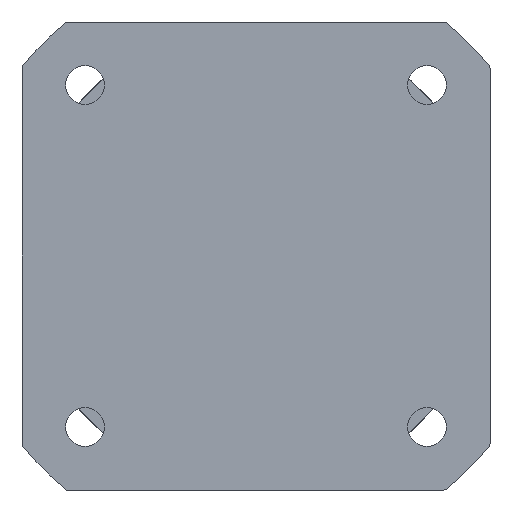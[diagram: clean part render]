
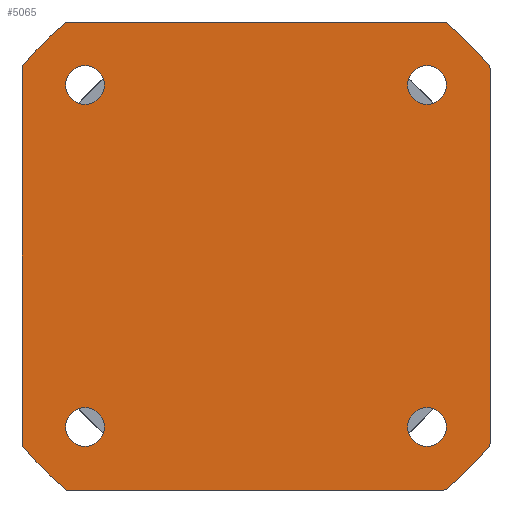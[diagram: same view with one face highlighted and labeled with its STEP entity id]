
A CAD part, left-side view. The second image highlights one B-rep face of the part: STEP entity #5065.
In plain terms, the highlighted planar face has unit normal (-1, 0, 0).
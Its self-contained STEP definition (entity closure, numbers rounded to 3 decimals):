
#123=PLANE('',#5398);
#300=LINE('',#7370,#534);
#301=LINE('',#7378,#535);
#302=LINE('',#7379,#536);
#303=LINE('',#7380,#537);
#534=VECTOR('',#6158,1000.);
#535=VECTOR('',#6165,1000.);
#536=VECTOR('',#6166,1000.);
#537=VECTOR('',#6167,1000.);
#800=CIRCLE('',#5379,1.75);
#802=CIRCLE('',#5382,1.75);
#804=CIRCLE('',#5385,27.);
#806=CIRCLE('',#5388,1.75);
#808=CIRCLE('',#5391,27.);
#810=CIRCLE('',#5394,1.75);
#812=CIRCLE('',#5397,27.);
#813=CIRCLE('',#5399,0.3);
#814=CIRCLE('',#5400,0.3);
#815=CIRCLE('',#5401,27.);
#816=CIRCLE('',#5402,0.3);
#817=CIRCLE('',#5403,0.3);
#1330=ORIENTED_EDGE('',*,*,#2189,.T.);
#1331=ORIENTED_EDGE('',*,*,#2183,.T.);
#1332=ORIENTED_EDGE('',*,*,#2177,.T.);
#1333=ORIENTED_EDGE('',*,*,#2175,.T.);
#1334=ORIENTED_EDGE('',*,*,#2192,.F.);
#1335=ORIENTED_EDGE('',*,*,#2194,.T.);
#1336=ORIENTED_EDGE('',*,*,#2195,.F.);
#1337=ORIENTED_EDGE('',*,*,#2196,.T.);
#1338=ORIENTED_EDGE('',*,*,#2197,.F.);
#1339=ORIENTED_EDGE('',*,*,#2198,.T.);
#1340=ORIENTED_EDGE('',*,*,#2199,.T.);
#1341=ORIENTED_EDGE('',*,*,#2181,.F.);
#1342=ORIENTED_EDGE('',*,*,#2200,.T.);
#1343=ORIENTED_EDGE('',*,*,#2187,.F.);
#1344=ORIENTED_EDGE('',*,*,#2201,.T.);
#1345=ORIENTED_EDGE('',*,*,#2202,.T.);
#2175=EDGE_CURVE('',#2626,#2626,#800,.F.);
#2177=EDGE_CURVE('',#2628,#2628,#802,.F.);
#2181=EDGE_CURVE('',#2632,#2630,#804,.F.);
#2183=EDGE_CURVE('',#2634,#2634,#806,.F.);
#2187=EDGE_CURVE('',#2638,#2636,#808,.F.);
#2189=EDGE_CURVE('',#2640,#2640,#810,.F.);
#2192=EDGE_CURVE('',#2643,#2644,#812,.T.);
#2194=EDGE_CURVE('',#2643,#2645,#813,.T.);
#2195=EDGE_CURVE('',#2646,#2645,#300,.T.);
#2196=EDGE_CURVE('',#2646,#2647,#814,.T.);
#2197=EDGE_CURVE('',#2648,#2647,#815,.F.);
#2198=EDGE_CURVE('',#2648,#2649,#816,.T.);
#2199=EDGE_CURVE('',#2649,#2630,#301,.T.);
#2200=EDGE_CURVE('',#2632,#2636,#302,.T.);
#2201=EDGE_CURVE('',#2638,#2650,#303,.T.);
#2202=EDGE_CURVE('',#2650,#2644,#817,.T.);
#2626=VERTEX_POINT('',#7324);
#2628=VERTEX_POINT('',#7329);
#2630=VERTEX_POINT('',#7333);
#2632=VERTEX_POINT('',#7337);
#2634=VERTEX_POINT('',#7343);
#2636=VERTEX_POINT('',#7347);
#2638=VERTEX_POINT('',#7351);
#2640=VERTEX_POINT('',#7357);
#2643=VERTEX_POINT('',#7363);
#2644=VERTEX_POINT('',#7365);
#2645=VERTEX_POINT('',#7369);
#2646=VERTEX_POINT('',#7371);
#2647=VERTEX_POINT('',#7373);
#2648=VERTEX_POINT('',#7375);
#2649=VERTEX_POINT('',#7377);
#2650=VERTEX_POINT('',#7381);
#2967=EDGE_LOOP('',(#1330));
#2968=EDGE_LOOP('',(#1331));
#2969=EDGE_LOOP('',(#1332));
#2970=EDGE_LOOP('',(#1333));
#2971=EDGE_LOOP('',(#1334,#1335,#1336,#1337,#1338,#1339,#1340,#1341,#1342,
#1343,#1344,#1345));
#3246=FACE_BOUND('',#2967,.T.);
#3247=FACE_BOUND('',#2968,.T.);
#3248=FACE_BOUND('',#2969,.T.);
#3249=FACE_BOUND('',#2970,.T.);
#3250=FACE_BOUND('',#2971,.T.);
#5065=ADVANCED_FACE('',(#3246,#3247,#3248,#3249,#3250),#123,.T.);
#5379=AXIS2_PLACEMENT_3D('',#7323,#6110,#6111);
#5382=AXIS2_PLACEMENT_3D('',#7328,#6116,#6117);
#5385=AXIS2_PLACEMENT_3D('',#7338,#6124,#6125);
#5388=AXIS2_PLACEMENT_3D('',#7342,#6130,#6131);
#5391=AXIS2_PLACEMENT_3D('',#7352,#6138,#6139);
#5394=AXIS2_PLACEMENT_3D('',#7356,#6144,#6145);
#5397=AXIS2_PLACEMENT_3D('',#7364,#6151,#6152);
#5398=AXIS2_PLACEMENT_3D('',#7367,#6154,#6155);
#5399=AXIS2_PLACEMENT_3D('',#7368,#6156,#6157);
#5400=AXIS2_PLACEMENT_3D('',#7372,#6159,#6160);
#5401=AXIS2_PLACEMENT_3D('',#7374,#6161,#6162);
#5402=AXIS2_PLACEMENT_3D('',#7376,#6163,#6164);
#5403=AXIS2_PLACEMENT_3D('',#7382,#6168,#6169);
#6110=DIRECTION('',(-1.,0.,0.));
#6111=DIRECTION('',(0.,0.,1.));
#6116=DIRECTION('',(-1.,0.,0.));
#6117=DIRECTION('',(0.,0.,1.));
#6124=DIRECTION('',(-1.,0.,0.));
#6125=DIRECTION('',(0.,0.,1.));
#6130=DIRECTION('',(-1.,0.,0.));
#6131=DIRECTION('',(0.,0.,1.));
#6138=DIRECTION('',(-1.,0.,0.));
#6139=DIRECTION('',(0.,0.,1.));
#6144=DIRECTION('',(-1.,0.,0.));
#6145=DIRECTION('',(0.,0.,1.));
#6151=DIRECTION('',(1.,0.,0.));
#6152=DIRECTION('',(0.,-1.,0.));
#6154=DIRECTION('',(-1.,0.,0.));
#6155=DIRECTION('',(0.,0.,1.));
#6156=DIRECTION('',(-1.,0.,0.));
#6157=DIRECTION('',(0.,0.,1.));
#6158=DIRECTION('',(0.,0.,-1.));
#6159=DIRECTION('',(-1.,0.,0.));
#6160=DIRECTION('',(0.,0.,1.));
#6161=DIRECTION('',(-1.,0.,0.));
#6162=DIRECTION('',(0.,0.,1.));
#6163=DIRECTION('',(-1.,0.,0.));
#6164=DIRECTION('',(0.,0.,1.));
#6165=DIRECTION('',(0.,1.,0.));
#6166=DIRECTION('',(0.,0.,-1.));
#6167=DIRECTION('',(0.,-1.,0.));
#6168=DIRECTION('',(-1.,0.,0.));
#6169=DIRECTION('',(0.,0.,1.));
#7323=CARTESIAN_POINT('',(-36.905,-15.35,15.35));
#7324=CARTESIAN_POINT('',(-36.905,-15.35,17.1));
#7328=CARTESIAN_POINT('',(-36.905,15.35,15.35));
#7329=CARTESIAN_POINT('',(-36.905,15.35,17.1));
#7333=CARTESIAN_POINT('',(-36.905,16.971,21.));
#7337=CARTESIAN_POINT('',(-36.905,21.,16.971));
#7338=CARTESIAN_POINT('',(-36.905,0.,0.));
#7342=CARTESIAN_POINT('',(-36.905,15.35,-15.35));
#7343=CARTESIAN_POINT('',(-36.905,15.35,-13.6));
#7347=CARTESIAN_POINT('',(-36.905,21.,-16.971));
#7351=CARTESIAN_POINT('',(-36.905,16.971,-21.));
#7352=CARTESIAN_POINT('',(-36.905,0.,0.));
#7356=CARTESIAN_POINT('',(-36.905,-15.35,-15.35));
#7357=CARTESIAN_POINT('',(-36.905,-15.35,-13.6));
#7363=CARTESIAN_POINT('',(-36.905,-20.933,-17.054));
#7364=CARTESIAN_POINT('',(-36.905,0.,0.));
#7365=CARTESIAN_POINT('',(-36.905,-17.054,-20.933));
#7367=CARTESIAN_POINT('',(-36.905,78.214,23.599));
#7368=CARTESIAN_POINT('',(-36.905,-20.7,-16.864));
#7369=CARTESIAN_POINT('',(-36.905,-21.,-16.864));
#7370=CARTESIAN_POINT('',(-36.905,-21.,23.599));
#7371=CARTESIAN_POINT('',(-36.905,-21.,16.864));
#7372=CARTESIAN_POINT('',(-36.905,-20.7,16.864));
#7373=CARTESIAN_POINT('',(-36.905,-20.933,17.054));
#7374=CARTESIAN_POINT('',(-36.905,0.,0.));
#7375=CARTESIAN_POINT('',(-36.905,-17.054,20.933));
#7376=CARTESIAN_POINT('',(-36.905,-16.864,20.7));
#7377=CARTESIAN_POINT('',(-36.905,-16.864,21.));
#7378=CARTESIAN_POINT('',(-36.905,-21.,21.));
#7379=CARTESIAN_POINT('',(-36.905,21.,21.));
#7380=CARTESIAN_POINT('',(-36.905,21.,-21.));
#7381=CARTESIAN_POINT('',(-36.905,-16.864,-21.));
#7382=CARTESIAN_POINT('',(-36.905,-16.864,-20.7));
